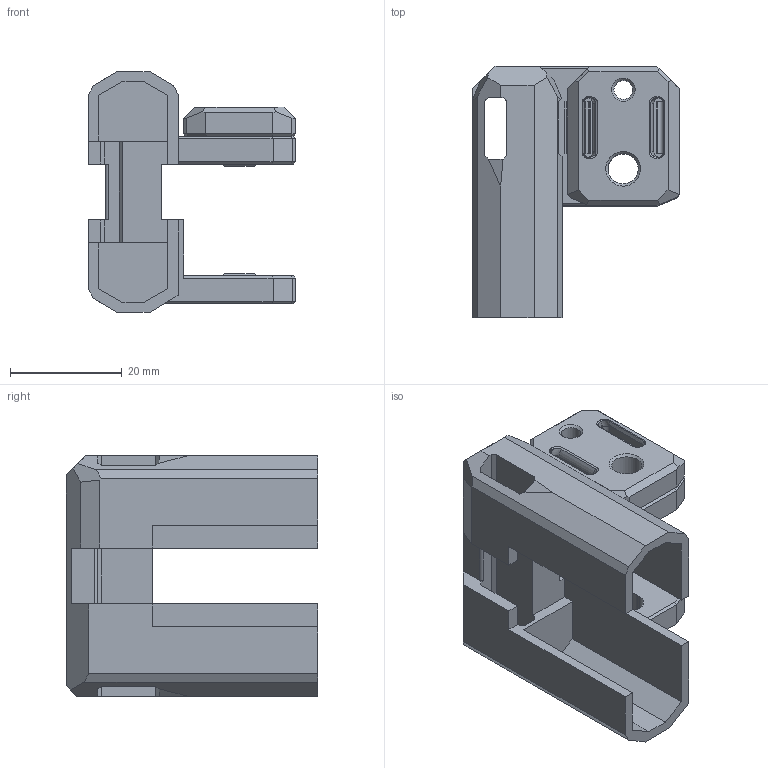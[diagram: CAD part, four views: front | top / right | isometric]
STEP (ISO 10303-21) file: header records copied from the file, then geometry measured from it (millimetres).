
FILE_DESCRIPTION(/* description */ (''),/* implementation_level */ '2;1');
FILE_NAME(/* name */ 'BFI V2.4 better printability 45 degree.step',/* time_stamp */ '2024-04-24T00:32:18-04:00',/* author */ (''),/* organization */ (''),/* preprocessor_version */ 'ST-DEVELOPER v20',/* originating_system */ 'Autodesk Translation Framework v12.20.1.177',/* authorisation */ '');
FILE_SCHEMA (('AUTOMOTIVE_DESIGN { 1 0 10303 214 3 1 1 }'));
Length unit declared in the file: millimetre
Products named in the file (5): (Unsaved); BFI-V2.4:1; V2_Front_Idler; V2_Belt_Clamp; V2_Housing (1)
Assembly tree (4 placements, depth 4):
  (Unsaved)
    BFI-V2.4:1
      V2_Front_Idler
        V2_Belt_Clamp
        V2_Housing (1)
Bounding box: 37 x 45.01 x 43 mm (x, y, z)
Volume: 18492.5 mm3; surface area: 12372.2 mm2
Topology: 2 solids, 2 shells, 444 faces, 1169 edges, 730 vertices
Faces by surface type: plane 281, cylinder 117, bspline 20, torus 16, cone 10
Full cylindrical faces by diameter (mm): 3.4 x3, 5.4 x1
Entity records: 16205 total; most frequent: CARTESIAN_POINT 5088, ORIENTED_EDGE 2338, DIRECTION 2254, EDGE_CURVE 1169, LINE 810, VECTOR 810, VERTEX_POINT 730, AXIS2_PLACEMENT_3D 722
